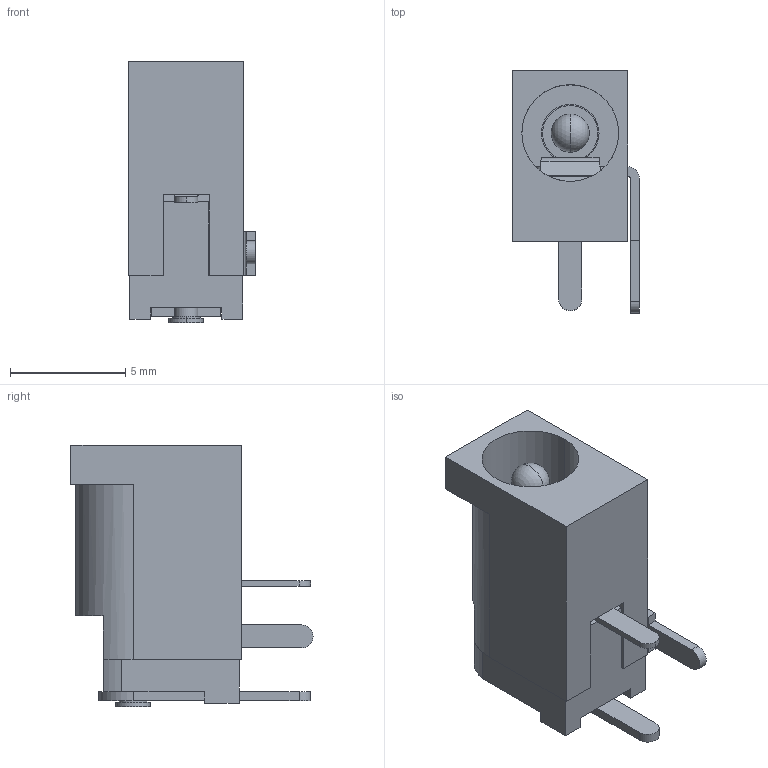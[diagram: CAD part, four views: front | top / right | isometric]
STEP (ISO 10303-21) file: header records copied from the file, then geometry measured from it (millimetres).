
FILE_DESCRIPTION (( 'STEP AP214' ), '1' );
FILE_NAME ('CUI_DEVICES_PJ-018H.step', '2024-04-17T14:34:58', ( '' ), ( '' ), 'SwSTEP 2.0', 'SolidWorks 2024', '' );
FILE_SCHEMA (( 'AUTOMOTIVE_DESIGN' ));
Length unit declared in the file: inch
Products named in the file (1): CUI_DEVICES_PJ-018H
Bounding box: 5.5 x 10.51 x 11.35 mm (x, y, z)
Volume: 237.3 mm3; surface area: 836.5 mm2
Topology: 6 solids, 6 shells, 194 faces, 497 edges, 315 vertices
Faces by surface type: plane 112, cylinder 60, bspline 10, torus 8, cone 2, sphere 2
Entity records: 6528 total; most frequent: CARTESIAN_POINT 1740, ORIENTED_EDGE 982, DIRECTION 956, EDGE_CURVE 491, VECTOR 342, LINE 342, VERTEX_POINT 313, AXIS2_PLACEMENT_3D 307
